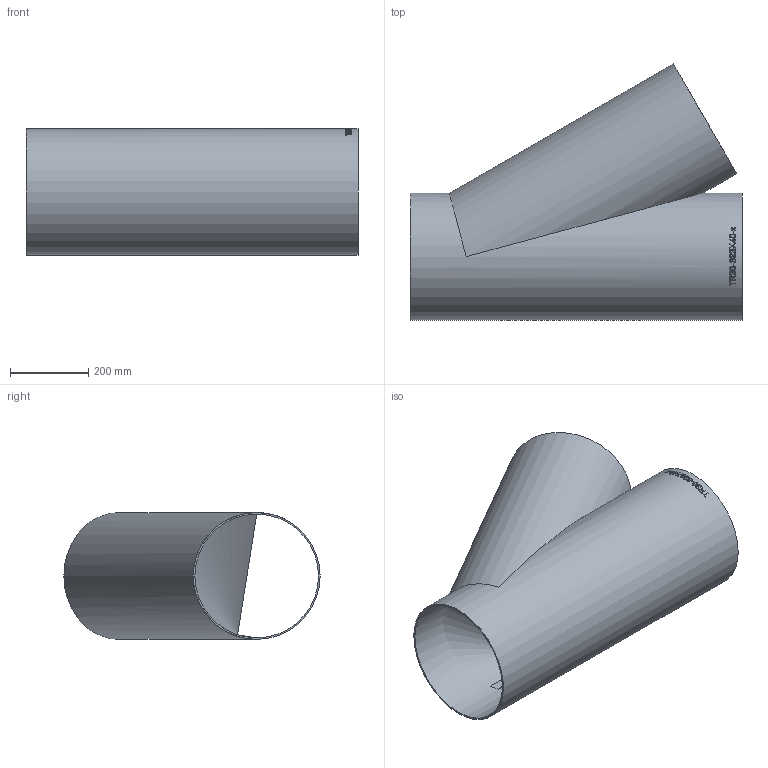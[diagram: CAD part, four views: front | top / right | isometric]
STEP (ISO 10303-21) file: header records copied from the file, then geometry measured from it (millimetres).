
FILE_DESCRIPTION (( 'STEP AP214' ), '1' );
FILE_NAME ('TR30-323X40-x T-Stück 30° Ø323,9 L848 1911.STEP', '2019-11-21T14:38:34', ( '' ), ( '' ), 'SwSTEP 2.0', 'SolidWorks 2016', '' );
FILE_SCHEMA (( 'AUTOMOTIVE_DESIGN' ));
Length unit declared in the file: millimetre
Products named in the file (1): TR30-323X40-x T-Stück 30° Ø323,9 L848   1911
Bounding box: 848 x 654.41 x 323.9 mm (x, y, z)
Volume: 4605531 mm3; surface area: 2313634.8 mm2
Topology: 1 solids, 1 shells, 190 faces, 519 edges, 346 vertices
Faces by surface type: bspline 116, plane 51, cylinder 23
Full cylindrical faces by diameter (mm): 315.9 x2, 323.9 x2
Entity records: 32461 total; most frequent: CARTESIAN_POINT 26773, ORIENTED_EDGE 1004, EDGE_CURVE 502, B_SPLINE_CURVE_WITH_KNOTS 362, DIRECTION 348, VERTEX_POINT 338, EDGE_LOOP 214, FACE_OUTER_BOUND 192
